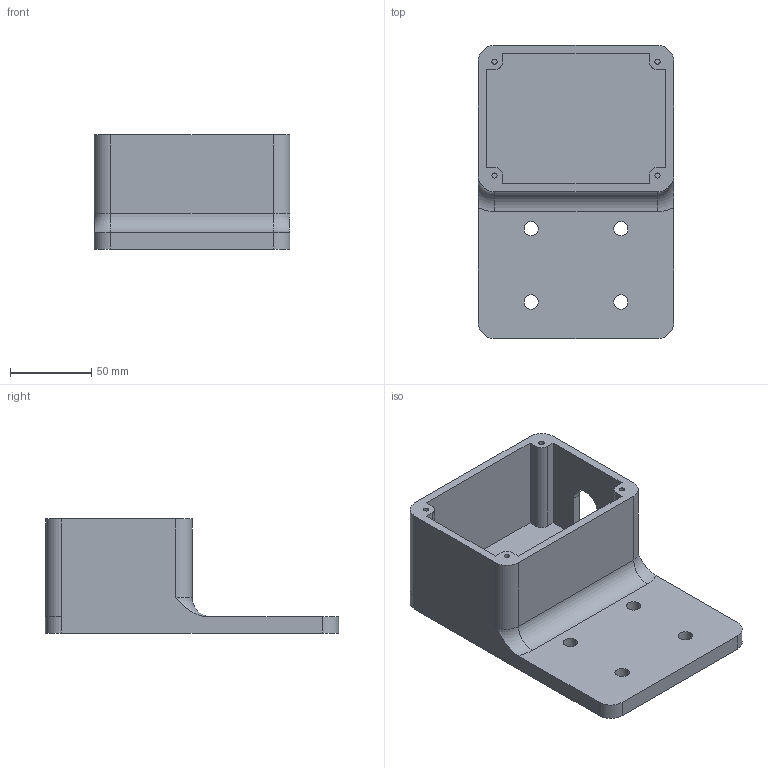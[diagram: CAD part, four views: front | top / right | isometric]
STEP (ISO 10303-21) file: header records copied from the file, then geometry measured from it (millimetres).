
FILE_DESCRIPTION (( 'STEP AP214' ), '1' );
FILE_NAME ('emergency_stop_button_enclosure.STEP', '2025-02-15T23:19:23', ( '' ), ( '' ), 'SwSTEP 2.0', 'SolidWorks 2025', '' );
FILE_SCHEMA (( 'AUTOMOTIVE_DESIGN' ));
Length unit declared in the file: millimetre
Products named in the file (1): emergency_stop_button_enclosure
Bounding box: 120 x 180 x 70 mm (x, y, z)
Volume: 348515.6 mm3; surface area: 96859.1 mm2
Topology: 1 solids, 1 shells, 63 faces, 169 edges, 112 vertices
Faces by surface type: cylinder 31, plane 30, torus 2
Entity records: 2066 total; most frequent: CARTESIAN_POINT 381, DIRECTION 359, ORIENTED_EDGE 338, EDGE_CURVE 169, AXIS2_PLACEMENT_3D 128, VERTEX_POINT 112, VECTOR 103, LINE 103
